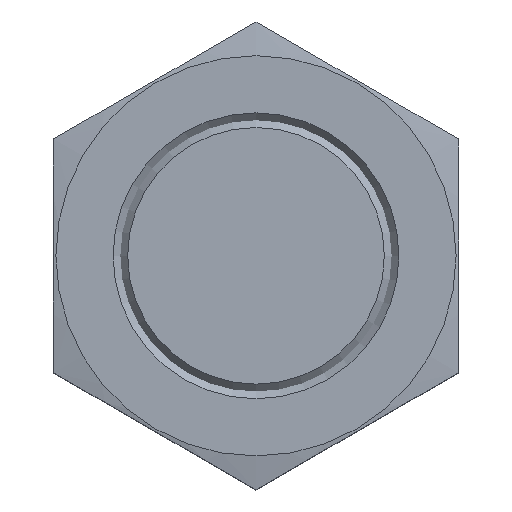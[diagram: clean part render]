
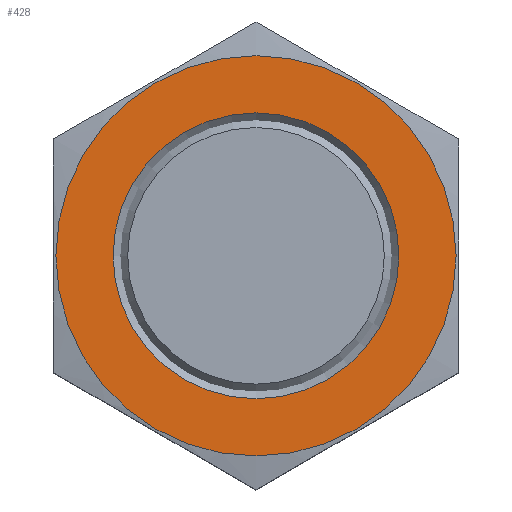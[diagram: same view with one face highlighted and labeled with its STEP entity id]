
A CAD part, top view. The second image highlights one B-rep face of the part: STEP entity #428.
In plain terms, the highlighted face is planar.
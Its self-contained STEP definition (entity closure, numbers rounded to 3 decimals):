
#111=ORIENTED_EDGE('',*,*,#170,.F.);
#112=ORIENTED_EDGE('',*,*,#163,.T.);
#163=EDGE_CURVE('',#198,#198,#221,.T.);
#170=EDGE_CURVE('',#205,#205,#222,.T.);
#198=VERTEX_POINT('',#677);
#205=VERTEX_POINT('',#716);
#221=CIRCLE('',#478,8.4);
#222=CIRCLE('',#480,6.);
#252=EDGE_LOOP('',(#111));
#253=EDGE_LOOP('',(#112));
#293=FACE_BOUND('',#252,.T.);
#294=FACE_BOUND('',#253,.T.);
#313=PLANE('',#479);
#428=ADVANCED_FACE('',(#293,#294),#313,.F.);
#478=AXIS2_PLACEMENT_3D('',#676,#554,#555);
#479=AXIS2_PLACEMENT_3D('',#714,#556,#557);
#480=AXIS2_PLACEMENT_3D('',#715,#558,#559);
#554=DIRECTION('',(1.,0.,0.));
#555=DIRECTION('',(0.,0.,-1.));
#556=DIRECTION('',(-1.,0.,0.));
#557=DIRECTION('',(0.,0.,1.));
#558=DIRECTION('',(1.,0.,0.));
#559=DIRECTION('',(0.,0.,-1.));
#676=CARTESIAN_POINT('',(4.,0.,0.));
#677=CARTESIAN_POINT('',(4.,0.,-8.4));
#714=CARTESIAN_POINT('',(4.,8.4,0.));
#715=CARTESIAN_POINT('',(4.,0.,0.));
#716=CARTESIAN_POINT('',(4.,0.,-6.));
